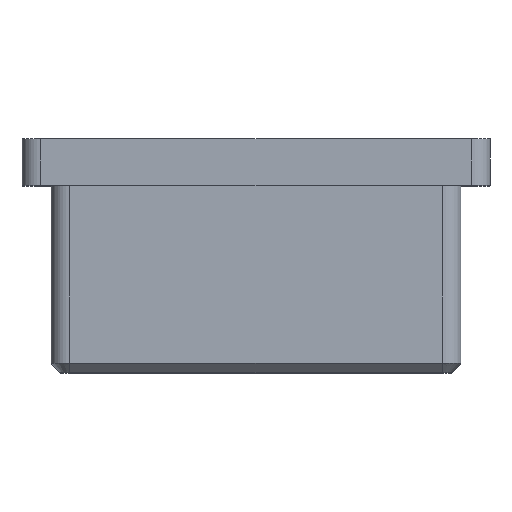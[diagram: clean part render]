
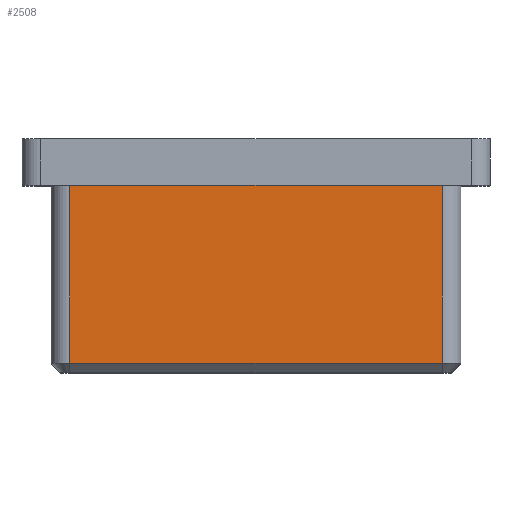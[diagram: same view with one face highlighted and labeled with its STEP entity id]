
A CAD part, top view. The second image highlights one B-rep face of the part: STEP entity #2508.
In plain terms, the highlighted planar face has unit normal (0, 0, 1).
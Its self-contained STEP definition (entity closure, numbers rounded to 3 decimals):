
#620 = VECTOR ( 'NONE', #13018, 1000. ) ;
#1217 = CARTESIAN_POINT ( 'NONE',  ( 19.9, 0., 21.9 ) ) ;
#1355 = LINE ( 'NONE', #1592, #620 ) ;
#1592 = CARTESIAN_POINT ( 'NONE',  ( -21.9, 0., 21.9 ) ) ;
#2062 = LINE ( 'NONE', #6586, #4352 ) ;
#2508 = ADVANCED_FACE ( 'NONE', ( #16696 ), #4357, .F. ) ;
#2703 = ORIENTED_EDGE ( 'NONE', *, *, #17868, .T. ) ;
#2998 = CARTESIAN_POINT ( 'NONE',  ( 19.9, -19., 21.9 ) ) ;
#3505 = EDGE_CURVE ( 'NONE', #4420, #6575, #18219, .T. ) ;
#4352 = VECTOR ( 'NONE', #12800, 1000. ) ;
#4357 = PLANE ( 'NONE',  #12936 ) ;
#4420 = VERTEX_POINT ( 'NONE', #6473 ) ;
#4762 = DIRECTION ( 'NONE',  ( 0., 1., 0. ) ) ;
#6036 = CARTESIAN_POINT ( 'NONE',  ( -21.9, -20., 21.9 ) ) ;
#6473 = CARTESIAN_POINT ( 'NONE',  ( 19.9, -19., 21.9 ) ) ;
#6575 = VERTEX_POINT ( 'NONE', #1217 ) ;
#6586 = CARTESIAN_POINT ( 'NONE',  ( -19.9, -20., 21.9 ) ) ;
#7588 = DIRECTION ( 'NONE',  ( 0., 0., -1. ) ) ;
#8851 = ORIENTED_EDGE ( 'NONE', *, *, #19118, .T. ) ;
#8878 = LINE ( 'NONE', #2998, #12868 ) ;
#9722 = VECTOR ( 'NONE', #4762, 1000. ) ;
#11849 = VERTEX_POINT ( 'NONE', #15303 ) ;
#12079 = ORIENTED_EDGE ( 'NONE', *, *, #3505, .T. ) ;
#12729 = CARTESIAN_POINT ( 'NONE',  ( 19.9, -20., 21.9 ) ) ;
#12800 = DIRECTION ( 'NONE',  ( 0., -1., 0. ) ) ;
#12868 = VECTOR ( 'NONE', #17399, 1000. ) ;
#12936 = AXIS2_PLACEMENT_3D ( 'NONE', #6036, #7588, #18775 ) ;
#13018 = DIRECTION ( 'NONE',  ( -1., 0., 0. ) ) ;
#14346 = EDGE_CURVE ( 'NONE', #11849, #18135, #2062, .T. ) ;
#15303 = CARTESIAN_POINT ( 'NONE',  ( -19.9, 0., 21.9 ) ) ;
#15809 = EDGE_LOOP ( 'NONE', ( #17875, #8851, #12079, #2703 ) ) ;
#16696 = FACE_OUTER_BOUND ( 'NONE', #15809, .T. ) ;
#16996 = CARTESIAN_POINT ( 'NONE',  ( -19.9, -19., 21.9 ) ) ;
#17399 = DIRECTION ( 'NONE',  ( 1., 0., 0. ) ) ;
#17868 = EDGE_CURVE ( 'NONE', #6575, #11849, #1355, .T. ) ;
#17875 = ORIENTED_EDGE ( 'NONE', *, *, #14346, .T. ) ;
#18135 = VERTEX_POINT ( 'NONE', #16996 ) ;
#18219 = LINE ( 'NONE', #12729, #9722 ) ;
#18775 = DIRECTION ( 'NONE',  ( -1., 0., 0. ) ) ;
#19118 = EDGE_CURVE ( 'NONE', #18135, #4420, #8878, .T. ) ;
